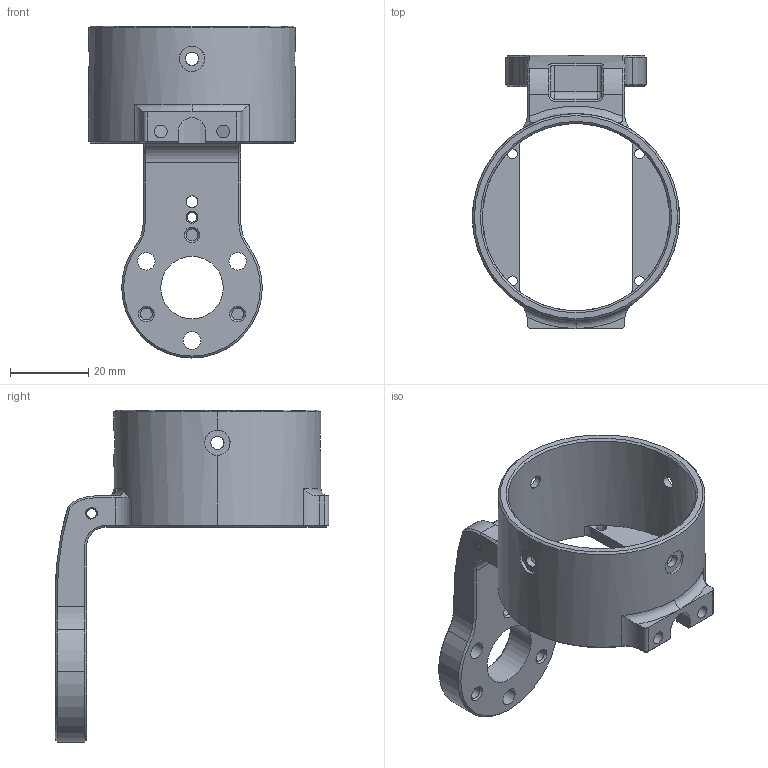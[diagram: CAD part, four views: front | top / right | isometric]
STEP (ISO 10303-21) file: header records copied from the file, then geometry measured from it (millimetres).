
FILE_DESCRIPTION (( 'STEP AP203' ), '1' );
FILE_NAME ('HD041-4530-01_忒梪蟀諉翋盓殤.STEP', '2025-07-02T06:55:46', ( '' ), ( '' ), 'SwSTEP 2.0', 'SolidWorks 2024', '' );
FILE_SCHEMA (( 'CONFIG_CONTROL_DESIGN' ));
Length unit declared in the file: millimetre
Products named in the file (1): HD041-4530-01_手掌连接主支架
Bounding box: 53 x 70 x 85 mm (x, y, z)
Volume: 24917.1 mm3; surface area: 17000.9 mm2
Topology: 1 solids, 1 shells, 299 faces, 816 edges, 517 vertices
Faces by surface type: cylinder 186, plane 52, cone 48, bspline 8, torus 5
Entity records: 17780 total; most frequent: CARTESIAN_POINT 10452, ORIENTED_EDGE 1632, DIRECTION 1362, EDGE_CURVE 816, AXIS2_PLACEMENT_3D 526, VERTEX_POINT 517, EDGE_LOOP 335, VECTOR 310
